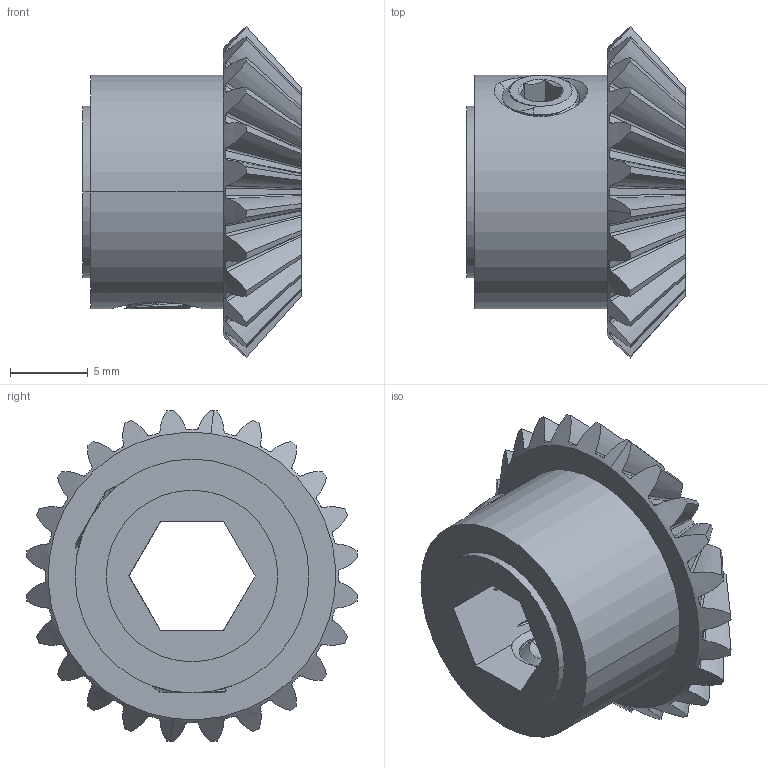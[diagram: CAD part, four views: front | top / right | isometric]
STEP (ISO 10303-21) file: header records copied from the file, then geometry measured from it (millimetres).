
FILE_DESCRIPTION (( 'STEP AP203' ), '1' );
FILE_NAME ('2317-4008-0024 assembly.STEP', '2022-02-01T21:52:15', ( '' ), ( '' ), 'SwSTEP 2.0', 'SolidWorks 2016', '' );
FILE_SCHEMA (( 'CONFIG_CONTROL_DESIGN' ));
Length unit declared in the file: millimetre
Products named in the file (3): 2317-4008-0024; 2806-0005-0004_91390A117; 2317-4008-0024 assembly
Assembly tree (3 placements, depth 2):
  2317-4008-0024 assembly
    2317-4008-0024
    2806-0005-0004_91390A117  x2
Bounding box: 14 x 21.29 x 21.29 mm (x, y, z)
Volume: 2004.6 mm3; surface area: 2046.1 mm2
Topology: 3 solids, 3 shells, 299 faces, 827 edges, 532 vertices
Faces by surface type: bspline 138, cone 64, cylinder 61, plane 36
Entity records: 22705 total; most frequent: CARTESIAN_POINT 17301, ORIENTED_EDGE 1458, EDGE_CURVE 729, DIRECTION 545, VERTEX_POINT 479, B_SPLINE_CURVE_WITH_KNOTS 431, EDGE_LOOP 270, ADVANCED_FACE 259
